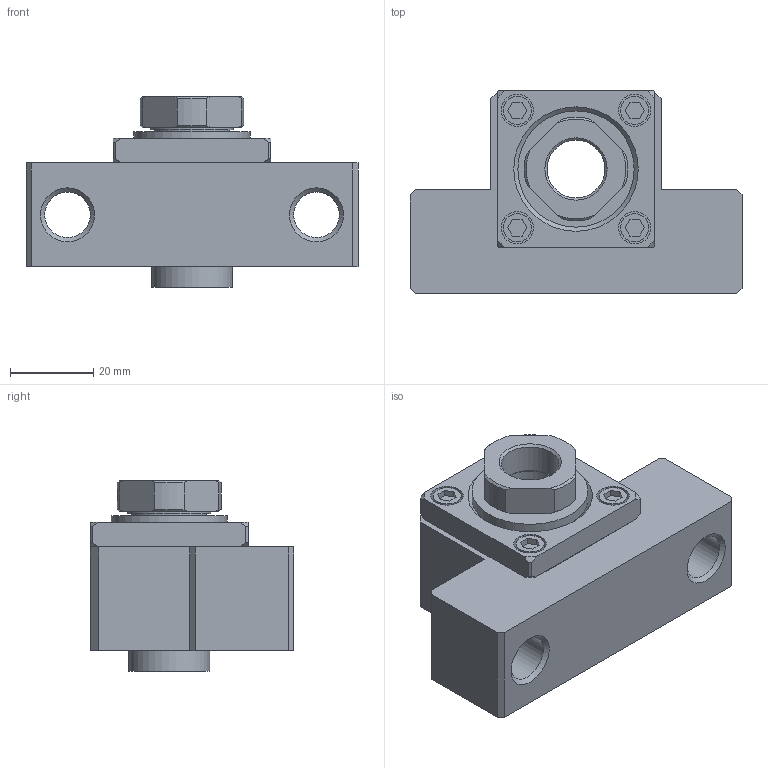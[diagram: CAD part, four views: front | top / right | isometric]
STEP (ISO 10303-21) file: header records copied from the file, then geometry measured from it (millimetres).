
FILE_DESCRIPTION( ( 'STEP AP203' ), ' ' );
FILE_NAME( 'EK_15Yes.stp', '2018-02-07T14:29:18', ( '' ), ( '' ), ' ', 'PARTsolutions', ' ' );
FILE_SCHEMA( ( 'CONFIG_CONTROL_DESIGN' ) );
Length unit declared in the file: millimetre
Products named in the file (3): EK 15Yes; _EK 15; _EK 15collar
Assembly tree (2 placements, depth 2):
  EK 15Yes
    _EK 15
    _EK 15collar
Bounding box: 80 x 49 x 46 mm (x, y, z)
Volume: 76044.7 mm3; surface area: 19357.3 mm2
Topology: 2 solids, 3 shells, 138 faces, 322 edges, 212 vertices
Faces by surface type: plane 84, cylinder 30, cone 23, torus 1
Full cylindrical faces by diameter (mm): 3 x2, 6.8 x4, 7.8 x4, 11 x2, 13.917 x1, 15 x2, 18 x1, 19.5 x2, 20 x1, 28 x2, 28.1 x1
Entity records: 3978 total; most frequent: CARTESIAN_POINT 804, DIRECTION 622, ORIENTED_EDGE 582, EDGE_CURVE 291, AXIS2_PLACEMENT_3D 227, VERTEX_POINT 211, EDGE_LOOP 198, LINE 168
